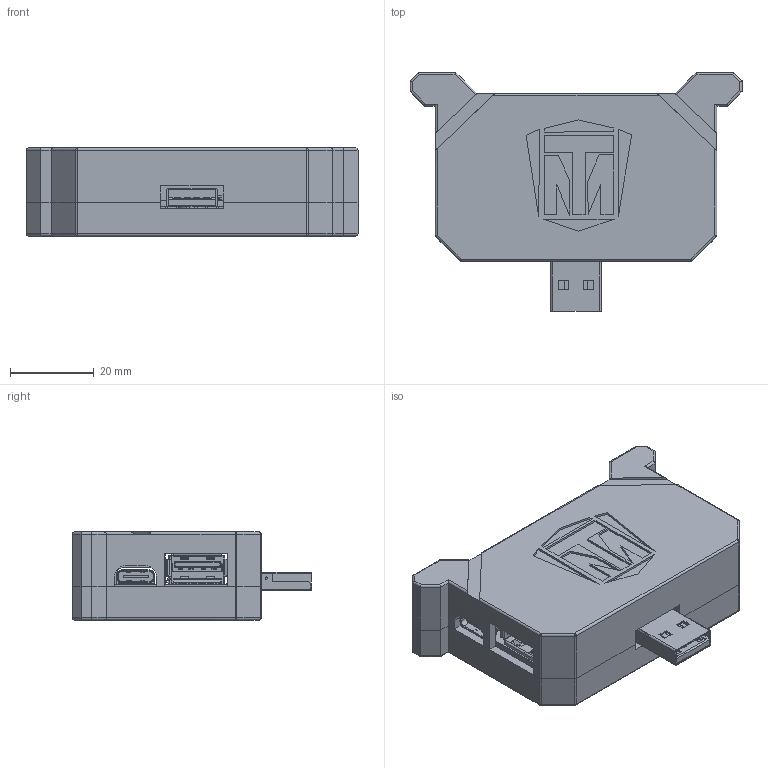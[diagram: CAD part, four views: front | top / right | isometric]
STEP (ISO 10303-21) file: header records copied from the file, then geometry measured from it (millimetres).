
FILE_DESCRIPTION(('HOOPS Exchange Step'),'2;1');
FILE_NAME('temp_export','2025-07-27T01:00:14-14:00',('taran'),('Shapr3D Limited'),'HOOPS Exchange 2024.2','Shapr3D','Authorized');
FILE_SCHEMA( ('AP242_MANAGED_MODEL_BASED_3D_ENGINEERING_MIM_LF {1 0 10303 442 1 1 4 }') );
Length unit declared in the file: millimetre
Products named in the file (31): C_0201_0603Metric; SO-16_3.9x9.9mm_P1.27mm; D_SOD-323; Untitled_PCB; Untitled.step; USB-AM-S-TH_S; USB-AM-S-B-TH_B; USB-AM-S-TH_P; USB-AM-S-F-B-TH-R.stp; femaleThruHoleUSB.stp; PCB:1 (1); ConPins:1 (1); PcbPins:1 (1); Mold:1 (1); Frame:1 (1); HRO_TYPE-C-31-M-12:1 (1); PCB USB-C.stp (1); PCB:1; ConPins:1; PcbPins:1; Mold:1; Frame:1; HRO_TYPE-C-31-M-12:1; PCB USB-C.stp; root
Assembly tree (30 placements, depth 4):
  root
    Untitled.step
      C_0201_0603Metric
      SO-16_3.9x9.9mm_P1.27mm
      C_0201_0603Metric
      C_0201_0603Metric
      C_0201_0603Metric
      D_SOD-323
      C_0201_0603Metric
      C_0201_0603Metric
      C_0201_0603Metric
      Untitled_PCB
    USB-AM-S-F-B-TH-R.stp
      USB-AM-S-TH_S
      USB-AM-S-B-TH_B
      USB-AM-S-TH_P
    femaleThruHoleUSB.stp
    PCB USB-C.stp (1)
      PCB:1 (1)
      HRO_TYPE-C-31-M-12:1 (1)
        ConPins:1 (1)
        PcbPins:1 (1)
        Mold:1 (1)
        Frame:1 (1)
    PCB USB-C.stp
      PCB:1
      HRO_TYPE-C-31-M-12:1
        ConPins:1
        PcbPins:1
        Mold:1
        Frame:1
Bounding box: 79.2 x 56.95 x 21 mm (x, y, z)
Volume: 32134.8 mm3; surface area: 30371.6 mm2
Topology: 25 solids, 25 shells, 2949 faces, 8138 edges, 5178 vertices
Faces by surface type: plane 1758, cylinder 1021, torus 78, sphere 72, cone 12, bspline 8
Full cylindrical faces by diameter (mm): 0.5 x28, 0.55 x2, 0.65 x4, 0.89 x2, 0.92 x8, 1 x6, 1.1 x2, 2.3 x4, 3.2 x3, 3.3 x2, 4.7 x5, 7 x3
Entity records: 95743 total; most frequent: CARTESIAN_POINT 18171, ORIENTED_EDGE 16116, DIRECTION 15960, EDGE_CURVE 8058, VECTOR 5746, LINE 5746, VERTEX_POINT 5178, AXIS2_PLACEMENT_3D 5107
